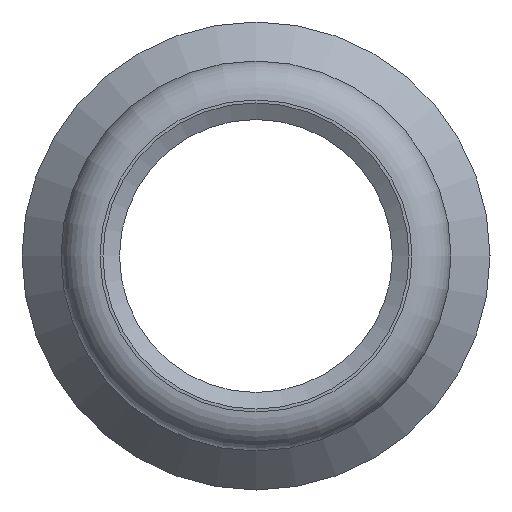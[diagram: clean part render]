
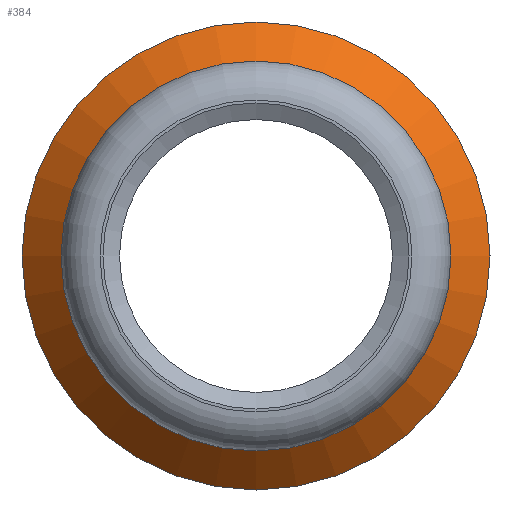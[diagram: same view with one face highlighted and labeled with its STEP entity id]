
A CAD part, left-side view. The second image highlights one B-rep face of the part: STEP entity #384.
In plain terms, the highlighted conical face has half-angle 45 degrees and reference radius 5.5 mm.
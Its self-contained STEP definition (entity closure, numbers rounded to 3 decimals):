
#330=CARTESIAN_POINT('',(5.05,5.,0.0));
#331=VERTEX_POINT('',#330);
#332=CARTESIAN_POINT('',(5.05,0.0,0.0));
#333=DIRECTION('',(1.0,0.0,0.0));
#334=DIRECTION('',(0.0,1.0,0.0));
#335=AXIS2_PLACEMENT_3D('',#332,#333,#334);
#336=CIRCLE('',#335,5.);
#337=EDGE_CURVE('',#331,#331,#336,.T.);
#365=CARTESIAN_POINT('',(5.55,0.0,0.0));
#366=DIRECTION('',(1.0,0.0,0.0));
#367=DIRECTION('',(0.0,1.0,0.0));
#368=AXIS2_PLACEMENT_3D('',#365,#366,#367);
#369=CONICAL_SURFACE('',#368,5.5,45.);
#370=CARTESIAN_POINT('',(6.05,6.,0.0));
#371=VERTEX_POINT('',#370);
#372=CARTESIAN_POINT('',(6.05,0.0,0.0));
#373=DIRECTION('',(1.0,0.0,0.0));
#374=DIRECTION('',(0.0,1.0,0.0));
#375=AXIS2_PLACEMENT_3D('',#372,#373,#374);
#376=CIRCLE('',#375,6.);
#377=EDGE_CURVE('',#371,#371,#376,.T.);
#378=ORIENTED_EDGE('',*,*,#377,.F.);
#379=EDGE_LOOP('',(#378));
#380=FACE_OUTER_BOUND('',#379,.T.);
#381=ORIENTED_EDGE('',*,*,#337,.T.);
#382=EDGE_LOOP('',(#381));
#383=FACE_BOUND('',#382,.T.);
#384=ADVANCED_FACE('',(#380,#383),#369,.T.);
